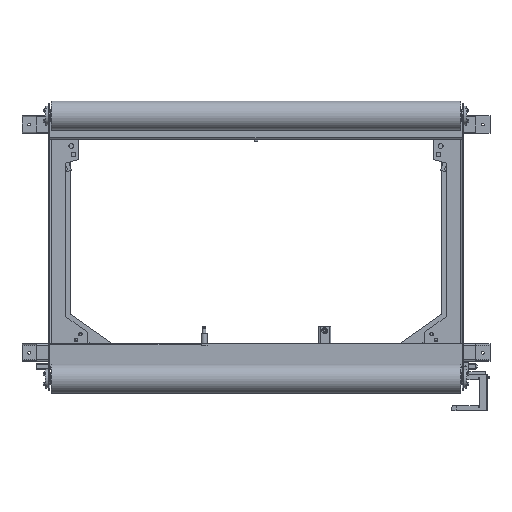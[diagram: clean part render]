
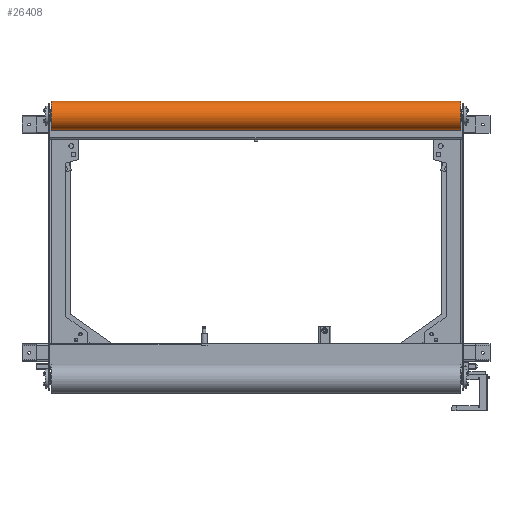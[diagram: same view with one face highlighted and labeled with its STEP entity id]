
A CAD part, top view. The second image highlights one B-rep face of the part: STEP entity #26408.
In plain terms, the highlighted cylindrical face has radius 50 mm (diameter 100 mm), a partial arc.
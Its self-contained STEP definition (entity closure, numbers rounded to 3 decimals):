
#26328=CARTESIAN_POINT('',(1100.0,38.,0.0));
#26329=VERTEX_POINT('',#26328);
#26330=CARTESIAN_POINT('',(-300.,38.,0.0));
#26331=VERTEX_POINT('',#26330);
#26332=CARTESIAN_POINT('',(1100.0,38.,0.0));
#26333=DIRECTION('',(-1.0,0.0,0.0));
#26334=VECTOR('',#26333,1400.0);
#26335=LINE('',#26332,#26334);
#26336=EDGE_CURVE('',#26329,#26331,#26335,.T.);
#26338=CARTESIAN_POINT('',(1100.0,-62.,0.));
#26339=VERTEX_POINT('',#26338);
#26347=CARTESIAN_POINT('',(-300.,-62.,0.));
#26348=VERTEX_POINT('',#26347);
#26349=CARTESIAN_POINT('',(1100.0,-62.,0.));
#26350=DIRECTION('',(-1.0,0.0,0.0));
#26351=VECTOR('',#26350,1400.0);
#26352=LINE('',#26349,#26351);
#26353=EDGE_CURVE('',#26339,#26348,#26352,.T.);
#26370=CARTESIAN_POINT('',(-300.,-12.,0.0));
#26371=DIRECTION('',(1.0,0.0,0.0));
#26372=DIRECTION('',(0.0,1.0,0.0));
#26373=AXIS2_PLACEMENT_3D('',#26370,#26371,#26372);
#26374=CIRCLE('',#26373,50.);
#26375=EDGE_CURVE('',#26331,#26348,#26374,.T.);
#26391=CARTESIAN_POINT('',(400.,-12.,0.0));
#26392=DIRECTION('',(1.0,0.0,0.0));
#26393=DIRECTION('',(0.0,1.0,0.0));
#26394=AXIS2_PLACEMENT_3D('',#26391,#26392,#26393);
#26395=CYLINDRICAL_SURFACE('',#26394,50.);
#26396=ORIENTED_EDGE('',*,*,#26336,.T.);
#26397=ORIENTED_EDGE('',*,*,#26375,.T.);
#26398=ORIENTED_EDGE('',*,*,#26353,.F.);
#26399=CARTESIAN_POINT('',(1100.0,-12.,0.0));
#26400=DIRECTION('',(1.0,0.0,0.0));
#26401=DIRECTION('',(0.0,1.0,0.0));
#26402=AXIS2_PLACEMENT_3D('',#26399,#26400,#26401);
#26403=CIRCLE('',#26402,50.0);
#26404=EDGE_CURVE('',#26329,#26339,#26403,.T.);
#26405=ORIENTED_EDGE('',*,*,#26404,.F.);
#26406=EDGE_LOOP('',(#26396,#26397,#26398,#26405));
#26407=FACE_OUTER_BOUND('',#26406,.T.);
#26408=ADVANCED_FACE('',(#26407),#26395,.T.);
